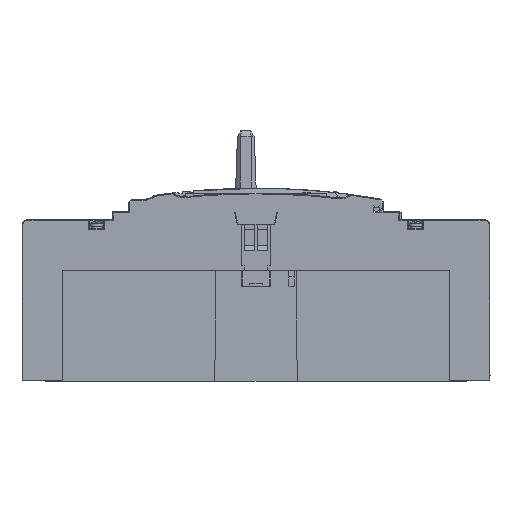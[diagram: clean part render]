
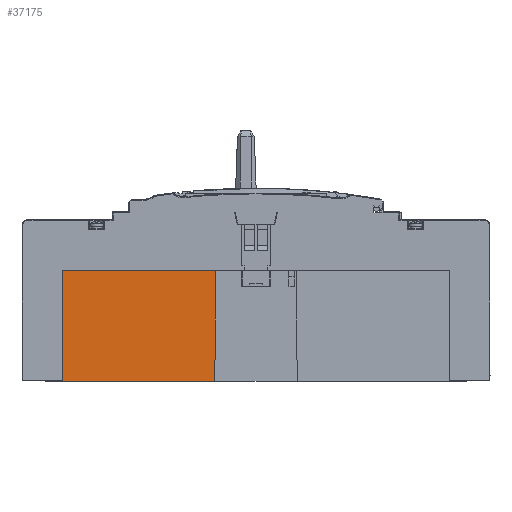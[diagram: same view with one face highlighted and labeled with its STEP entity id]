
A CAD part, front view. The second image highlights one B-rep face of the part: STEP entity #37175.
In plain terms, the highlighted face is planar.
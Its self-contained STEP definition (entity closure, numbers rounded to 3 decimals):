
#12306 = CARTESIAN_POINT ( 'NONE',  ( -0.148, 259.847, -95.1 ) ) ;
#16332 = ORIENTED_EDGE ( 'NONE', *, *, #219051, .F. ) ;
#23089 = CARTESIAN_POINT ( 'NONE',  ( -0.5, 166.95, -28. ) ) ;
#23326 = DIRECTION ( 'NONE',  ( 0., -1., 0. ) ) ;
#29369 = DIRECTION ( 'NONE',  ( 0.005, -0.005, -1. ) ) ;
#36875 = VECTOR ( 'NONE', #29369, 1000. ) ;
#37175 = ADVANCED_FACE ( 'NONE', ( #260212 ), #135159, .T. ) ;
#38880 = DIRECTION ( 'NONE',  ( -1., 0., -0.005 ) ) ;
#54942 = CARTESIAN_POINT ( 'NONE',  ( -0.5, 260.199, -28. ) ) ;
#56919 = AXIS2_PLACEMENT_3D ( 'NONE', #279624, #38880, #136684 ) ;
#64331 = VECTOR ( 'NONE', #302828, 1000. ) ;
#71254 = LINE ( 'NONE', #23089, #124587 ) ;
#96234 = VECTOR ( 'NONE', #23326, 1000. ) ;
#106229 = LINE ( 'NONE', #54942, #36875 ) ;
#120215 = ORIENTED_EDGE ( 'NONE', *, *, #178284, .T. ) ;
#124587 = VECTOR ( 'NONE', #220252, 1000. ) ;
#132429 = EDGE_LOOP ( 'NONE', ( #260907, #120215, #16332, #229569 ) ) ;
#135159 = PLANE ( 'NONE',  #56919 ) ;
#136684 = DIRECTION ( 'NONE',  ( 0., -1., 0. ) ) ;
#153254 = CARTESIAN_POINT ( 'NONE',  ( -0.5, 260.199, -28. ) ) ;
#178284 = EDGE_CURVE ( 'NONE', #270894, #316144, #231958, .T. ) ;
#189468 = VERTEX_POINT ( 'NONE', #153254 ) ;
#213941 = CARTESIAN_POINT ( 'NONE',  ( -0.148, 167.302, -95.1 ) ) ;
#219051 = EDGE_CURVE ( 'NONE', #276907, #316144, #71254, .T. ) ;
#220252 = DIRECTION ( 'NONE',  ( 0.005, 0.005, -1. ) ) ;
#229569 = ORIENTED_EDGE ( 'NONE', *, *, #304060, .F. ) ;
#231958 = LINE ( 'NONE', #12306, #96234 ) ;
#245800 = CARTESIAN_POINT ( 'NONE',  ( -0.148, 259.847, -95.1 ) ) ;
#260212 = FACE_OUTER_BOUND ( 'NONE', #132429, .T. ) ;
#260907 = ORIENTED_EDGE ( 'NONE', *, *, #309058, .T. ) ;
#270894 = VERTEX_POINT ( 'NONE', #245800 ) ;
#276907 = VERTEX_POINT ( 'NONE', #316966 ) ;
#277289 = CARTESIAN_POINT ( 'NONE',  ( -0.5, 260.199, -28. ) ) ;
#279624 = CARTESIAN_POINT ( 'NONE',  ( -0.5, 210.824, -27.999 ) ) ;
#302828 = DIRECTION ( 'NONE',  ( 0., -1., 0. ) ) ;
#304060 = EDGE_CURVE ( 'NONE', #189468, #276907, #305956, .T. ) ;
#305956 = LINE ( 'NONE', #277289, #64331 ) ;
#309058 = EDGE_CURVE ( 'NONE', #189468, #270894, #106229, .T. ) ;
#316144 = VERTEX_POINT ( 'NONE', #213941 ) ;
#316966 = CARTESIAN_POINT ( 'NONE',  ( -0.5, 166.95, -28. ) ) ;
